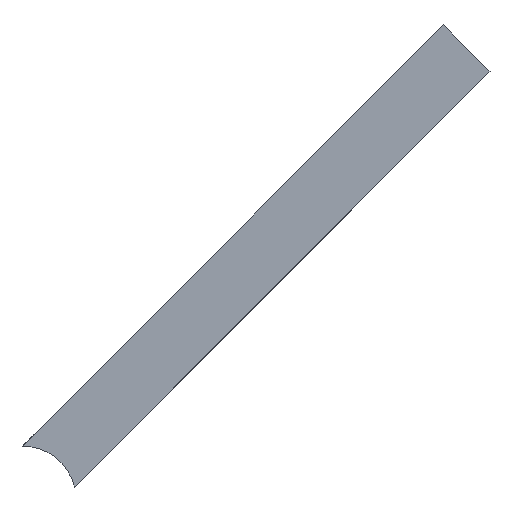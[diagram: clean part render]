
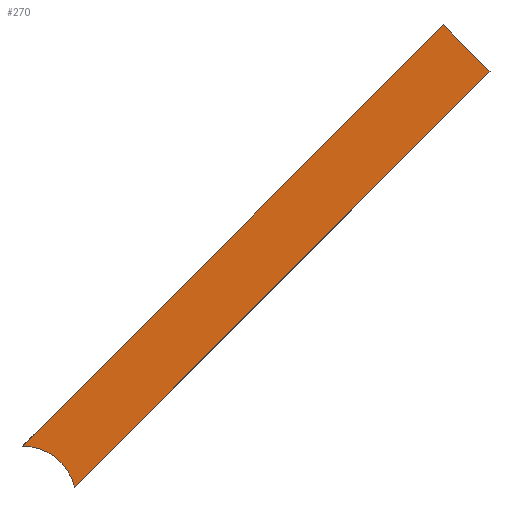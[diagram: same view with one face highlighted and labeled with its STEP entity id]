
A CAD part, top view. The second image highlights one B-rep face of the part: STEP entity #270.
In plain terms, the highlighted planar face has unit normal (0, 0, 1).
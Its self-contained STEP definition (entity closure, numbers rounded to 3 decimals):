
#32 = PLANE('',#33);
#33 = AXIS2_PLACEMENT_3D('',#34,#35,#36);
#34 = CARTESIAN_POINT('',(0.,0.,0.));
#35 = DIRECTION('',(-0.707,0.707,0.));
#36 = DIRECTION('',(0.,0.,1.));
#57 = VERTEX_POINT('',#58);
#58 = CARTESIAN_POINT('',(3.898,3.898,4.));
#73 = SPHERICAL_SURFACE('',#74,5.);
#74 = AXIS2_PLACEMENT_3D('',#75,#76,#77);
#75 = CARTESIAN_POINT('',(0.,3.,1.));
#76 = DIRECTION('',(0.,0.,1.));
#77 = DIRECTION('',(1.,0.,0.));
#91 = EDGE_CURVE('',#57,#92,#94,.T.);
#92 = VERTEX_POINT('',#93);
#93 = CARTESIAN_POINT('',(35.355,35.355,4.));
#94 = SURFACE_CURVE('',#95,(#99,#106),.PCURVE_S1.);
#95 = LINE('',#96,#97);
#96 = CARTESIAN_POINT('',(0.,0.,4.));
#97 = VECTOR('',#98,1.);
#98 = DIRECTION('',(0.707,0.707,0.));
#99 = PCURVE('',#32,#100);
#100 = DEFINITIONAL_REPRESENTATION('',(#101),#105);
#101 = LINE('',#102,#103);
#102 = CARTESIAN_POINT('',(4.,0.));
#103 = VECTOR('',#104,1.);
#104 = DIRECTION('',(0.,1.));
#105 = ( GEOMETRIC_REPRESENTATION_CONTEXT(2) 
PARAMETRIC_REPRESENTATION_CONTEXT() REPRESENTATION_CONTEXT('2D SPACE',''
  ) );
#106 = PCURVE('',#107,#112);
#107 = PLANE('',#108);
#108 = AXIS2_PLACEMENT_3D('',#109,#110,#111);
#109 = CARTESIAN_POINT('',(0.,0.,4.));
#110 = DIRECTION('',(0.,0.,1.));
#111 = DIRECTION('',(0.707,0.707,0.));
#112 = DEFINITIONAL_REPRESENTATION('',(#113),#117);
#113 = LINE('',#114,#115);
#114 = CARTESIAN_POINT('',(0.,0.));
#115 = VECTOR('',#116,1.);
#116 = DIRECTION('',(1.,0.));
#117 = ( GEOMETRIC_REPRESENTATION_CONTEXT(2) 
PARAMETRIC_REPRESENTATION_CONTEXT() REPRESENTATION_CONTEXT('2D SPACE',''
  ) );
#133 = PLANE('',#134);
#134 = AXIS2_PLACEMENT_3D('',#135,#136,#137);
#135 = CARTESIAN_POINT('',(35.355,35.355,0.));
#136 = DIRECTION('',(0.707,0.707,0.));
#137 = DIRECTION('',(0.,0.,1.));
#166 = PLANE('',#167);
#167 = AXIS2_PLACEMENT_3D('',#168,#169,#170);
#168 = CARTESIAN_POINT('',(-3.536,3.536,0.));
#169 = DIRECTION('',(-0.707,0.707,0.));
#170 = DIRECTION('',(0.,0.,1.));
#228 = VERTEX_POINT('',#229);
#229 = CARTESIAN_POINT('',(31.82,38.891,4.));
#250 = EDGE_CURVE('',#92,#228,#251,.T.);
#251 = SURFACE_CURVE('',#252,(#256,#263),.PCURVE_S1.);
#252 = LINE('',#253,#254);
#253 = CARTESIAN_POINT('',(35.355,35.355,4.));
#254 = VECTOR('',#255,1.);
#255 = DIRECTION('',(-0.707,0.707,0.));
#256 = PCURVE('',#133,#257);
#257 = DEFINITIONAL_REPRESENTATION('',(#258),#262);
#258 = LINE('',#259,#260);
#259 = CARTESIAN_POINT('',(4.,0.));
#260 = VECTOR('',#261,1.);
#261 = DIRECTION('',(0.,-1.));
#262 = ( GEOMETRIC_REPRESENTATION_CONTEXT(2) 
PARAMETRIC_REPRESENTATION_CONTEXT() REPRESENTATION_CONTEXT('2D SPACE',''
  ) );
#263 = PCURVE('',#107,#264);
#264 = DEFINITIONAL_REPRESENTATION('',(#265),#269);
#265 = LINE('',#266,#267);
#266 = CARTESIAN_POINT('',(50.,0.));
#267 = VECTOR('',#268,1.);
#268 = DIRECTION('',(0.,1.));
#269 = ( GEOMETRIC_REPRESENTATION_CONTEXT(2) 
PARAMETRIC_REPRESENTATION_CONTEXT() REPRESENTATION_CONTEXT('2D SPACE',''
  ) );
#270 = ADVANCED_FACE('',(#271),#107,.T.);
#271 = FACE_BOUND('',#272,.T.);
#272 = EDGE_LOOP('',(#273,#296,#318,#319));
#273 = ORIENTED_EDGE('',*,*,#274,.F.);
#274 = EDGE_CURVE('',#275,#228,#277,.T.);
#275 = VERTEX_POINT('',#276);
#276 = CARTESIAN_POINT('',(-0.072,6.999,4.));
#277 = SURFACE_CURVE('',#278,(#282,#289),.PCURVE_S1.);
#278 = LINE('',#279,#280);
#279 = CARTESIAN_POINT('',(-3.536,3.536,4.));
#280 = VECTOR('',#281,1.);
#281 = DIRECTION('',(0.707,0.707,0.));
#282 = PCURVE('',#107,#283);
#283 = DEFINITIONAL_REPRESENTATION('',(#284),#288);
#284 = LINE('',#285,#286);
#285 = CARTESIAN_POINT('',(0.,5.));
#286 = VECTOR('',#287,1.);
#287 = DIRECTION('',(1.,0.));
#288 = ( GEOMETRIC_REPRESENTATION_CONTEXT(2) 
PARAMETRIC_REPRESENTATION_CONTEXT() REPRESENTATION_CONTEXT('2D SPACE',''
  ) );
#289 = PCURVE('',#166,#290);
#290 = DEFINITIONAL_REPRESENTATION('',(#291),#295);
#291 = LINE('',#292,#293);
#292 = CARTESIAN_POINT('',(4.,0.));
#293 = VECTOR('',#294,1.);
#294 = DIRECTION('',(0.,1.));
#295 = ( GEOMETRIC_REPRESENTATION_CONTEXT(2) 
PARAMETRIC_REPRESENTATION_CONTEXT() REPRESENTATION_CONTEXT('2D SPACE',''
  ) );
#296 = ORIENTED_EDGE('',*,*,#297,.F.);
#297 = EDGE_CURVE('',#57,#275,#298,.T.);
#298 = SURFACE_CURVE('',#299,(#304,#311),.PCURVE_S1.);
#299 = CIRCLE('',#300,4.);
#300 = AXIS2_PLACEMENT_3D('',#301,#302,#303);
#301 = CARTESIAN_POINT('',(0.,3.,4.));
#302 = DIRECTION('',(0.,0.,1.));
#303 = DIRECTION('',(1.,0.,0.));
#304 = PCURVE('',#107,#305);
#305 = DEFINITIONAL_REPRESENTATION('',(#306),#310);
#306 = CIRCLE('',#307,4.);
#307 = AXIS2_PLACEMENT_2D('',#308,#309);
#308 = CARTESIAN_POINT('',(2.121,2.121));
#309 = DIRECTION('',(0.707,-0.707));
#310 = ( GEOMETRIC_REPRESENTATION_CONTEXT(2) 
PARAMETRIC_REPRESENTATION_CONTEXT() REPRESENTATION_CONTEXT('2D SPACE',''
  ) );
#311 = PCURVE('',#73,#312);
#312 = DEFINITIONAL_REPRESENTATION('',(#313),#317);
#313 = LINE('',#314,#315);
#314 = CARTESIAN_POINT('',(0.,0.644));
#315 = VECTOR('',#316,1.);
#316 = DIRECTION('',(1.,0.));
#317 = ( GEOMETRIC_REPRESENTATION_CONTEXT(2) 
PARAMETRIC_REPRESENTATION_CONTEXT() REPRESENTATION_CONTEXT('2D SPACE',''
  ) );
#318 = ORIENTED_EDGE('',*,*,#91,.T.);
#319 = ORIENTED_EDGE('',*,*,#250,.T.);
